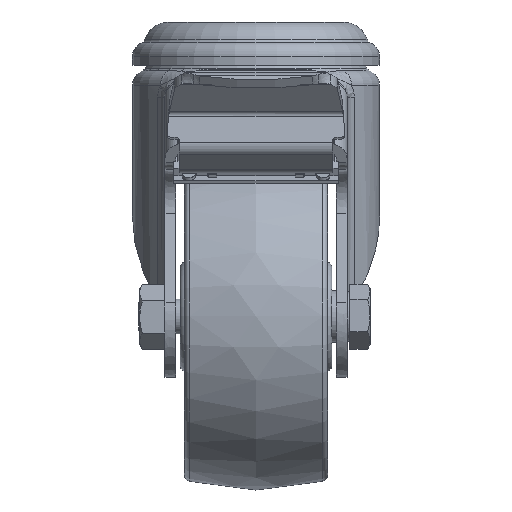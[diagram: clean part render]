
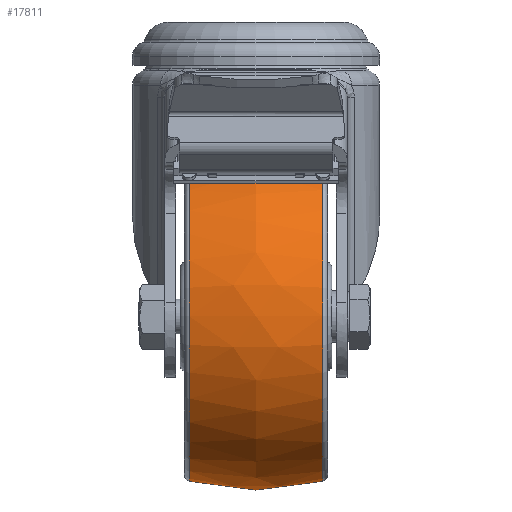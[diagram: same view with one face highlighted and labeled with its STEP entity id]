
A CAD part, top view. The second image highlights one B-rep face of the part: STEP entity #17811.
In plain terms, the highlighted free-form (B-spline) face has degree [2, 2] with [3, 9] control points.
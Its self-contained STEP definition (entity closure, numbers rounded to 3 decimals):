
#277=(
BOUNDED_SURFACE()
B_SPLINE_SURFACE(2,2,((#44552,#44553,#44554,#44555,#44556,#44557,#44558,
#44559,#44560),(#44561,#44562,#44563,#44564,#44565,#44566,#44567,#44568,
#44569),(#44570,#44571,#44572,#44573,#44574,#44575,#44576,#44577,#44578)),
 .UNSPECIFIED.,.F.,.T.,.F.)
B_SPLINE_SURFACE_WITH_KNOTS((3,3),(3,2,2,2,3),(-0.259,0.259),
(-3.142,-1.571,0.,1.571,3.142),
 .UNSPECIFIED.)
GEOMETRIC_REPRESENTATION_ITEM()
RATIONAL_B_SPLINE_SURFACE(((1.,0.707,1.,0.707,1.,
0.707,1.,0.707,1.),(0.967,0.683,
0.967,0.683,0.967,0.683,
0.967,0.683,0.967),(1.,0.707,
1.,0.707,1.,0.707,1.,0.707,1.)))
REPRESENTATION_ITEM('')
SURFACE()
);
#2389=FACE_OUTER_BOUND('',#3413,.T.);
#3413=EDGE_LOOP('',(#16385,#16386,#16387,#16388,#16389,#16390));
#6634=CIRCLE('',#19645,37.994);
#6635=CIRCLE('',#19646,60.);
#6636=CIRCLE('',#19647,37.994);
#6637=CIRCLE('',#19648,37.994);
#6638=CIRCLE('',#19649,37.994);
#8362=VERTEX_POINT('',#44579);
#8363=VERTEX_POINT('',#44580);
#8364=VERTEX_POINT('',#44582);
#8365=VERTEX_POINT('',#44584);
#11047=EDGE_CURVE('',#8362,#8363,#6634,.T.);
#11048=EDGE_CURVE('',#8363,#8364,#6635,.T.);
#11049=EDGE_CURVE('',#8364,#8365,#6636,.T.);
#11050=EDGE_CURVE('',#8365,#8364,#6637,.T.);
#11051=EDGE_CURVE('',#8363,#8362,#6638,.T.);
#16385=ORIENTED_EDGE('',*,*,#11047,.T.);
#16386=ORIENTED_EDGE('',*,*,#11048,.T.);
#16387=ORIENTED_EDGE('',*,*,#11049,.T.);
#16388=ORIENTED_EDGE('',*,*,#11050,.T.);
#16389=ORIENTED_EDGE('',*,*,#11048,.F.);
#16390=ORIENTED_EDGE('',*,*,#11051,.T.);
#17811=ADVANCED_FACE('',(#2389),#277,.F.);
#19645=AXIS2_PLACEMENT_3D('',#44581,#24274,#24275);
#19646=AXIS2_PLACEMENT_3D('',#44583,#24276,#24277);
#19647=AXIS2_PLACEMENT_3D('',#44585,#24278,#24279);
#19648=AXIS2_PLACEMENT_3D('',#44586,#24280,#24281);
#19649=AXIS2_PLACEMENT_3D('',#44587,#24282,#24283);
#24274=DIRECTION('center_axis',(1.,0.,0.));
#24275=DIRECTION('ref_axis',(0.,0.,1.));
#24276=DIRECTION('center_axis',(0.,-1.,0.));
#24277=DIRECTION('ref_axis',(0.,0.,
-1.));
#24278=DIRECTION('center_axis',(-1.,0.,0.));
#24279=DIRECTION('ref_axis',(0.,0.,1.));
#24280=DIRECTION('center_axis',(-1.,0.,0.));
#24281=DIRECTION('ref_axis',(0.,0.,1.));
#24282=DIRECTION('center_axis',(1.,0.,0.));
#24283=DIRECTION('ref_axis',(0.,0.,1.));
#44552=CARTESIAN_POINT('Ctrl Pts',(15.385,0.,
-37.994));
#44553=CARTESIAN_POINT('Ctrl Pts',(15.385,-37.994,-37.994));
#44554=CARTESIAN_POINT('Ctrl Pts',(15.385,-37.994,0.));
#44555=CARTESIAN_POINT('Ctrl Pts',(15.385,-37.994,37.994));
#44556=CARTESIAN_POINT('Ctrl Pts',(15.385,0.,
37.994));
#44557=CARTESIAN_POINT('Ctrl Pts',(15.385,37.994,37.994));
#44558=CARTESIAN_POINT('Ctrl Pts',(15.385,37.994,0.));
#44559=CARTESIAN_POINT('Ctrl Pts',(15.385,37.994,-37.994));
#44560=CARTESIAN_POINT('Ctrl Pts',(15.385,0.,
-37.994));
#44561=CARTESIAN_POINT('Ctrl Pts',(0.,0.,
-42.075));
#44562=CARTESIAN_POINT('Ctrl Pts',(0.,-42.075,
-42.075));
#44563=CARTESIAN_POINT('Ctrl Pts',(0.,-42.075,
0.));
#44564=CARTESIAN_POINT('Ctrl Pts',(0.,-42.075,
42.075));
#44565=CARTESIAN_POINT('Ctrl Pts',(0.,0.,
42.075));
#44566=CARTESIAN_POINT('Ctrl Pts',(0.,42.075,
42.075));
#44567=CARTESIAN_POINT('Ctrl Pts',(0.,42.075,
0.));
#44568=CARTESIAN_POINT('Ctrl Pts',(0.,42.075,
-42.075));
#44569=CARTESIAN_POINT('Ctrl Pts',(0.,0.,
-42.075));
#44570=CARTESIAN_POINT('Ctrl Pts',(-15.385,0.,
-37.994));
#44571=CARTESIAN_POINT('Ctrl Pts',(-15.385,-37.994,
-37.994));
#44572=CARTESIAN_POINT('Ctrl Pts',(-15.385,-37.994,
0.));
#44573=CARTESIAN_POINT('Ctrl Pts',(-15.385,-37.994,
37.994));
#44574=CARTESIAN_POINT('Ctrl Pts',(-15.385,0.,
37.994));
#44575=CARTESIAN_POINT('Ctrl Pts',(-15.385,37.994,37.994));
#44576=CARTESIAN_POINT('Ctrl Pts',(-15.385,37.994,0.));
#44577=CARTESIAN_POINT('Ctrl Pts',(-15.385,37.994,-37.994));
#44578=CARTESIAN_POINT('Ctrl Pts',(-15.385,0.,
-37.994));
#44579=CARTESIAN_POINT('',(-15.385,0.,37.994));
#44580=CARTESIAN_POINT('',(-15.385,0.,-37.994));
#44581=CARTESIAN_POINT('Origin',(-15.385,0.,0.));
#44582=CARTESIAN_POINT('',(15.385,0.,-37.994));
#44583=CARTESIAN_POINT('Origin',(0.,0.,
20.));
#44584=CARTESIAN_POINT('',(15.385,0.,37.994));
#44585=CARTESIAN_POINT('Origin',(15.385,0.,0.));
#44586=CARTESIAN_POINT('Origin',(15.385,0.,0.));
#44587=CARTESIAN_POINT('Origin',(-15.385,0.,0.));
